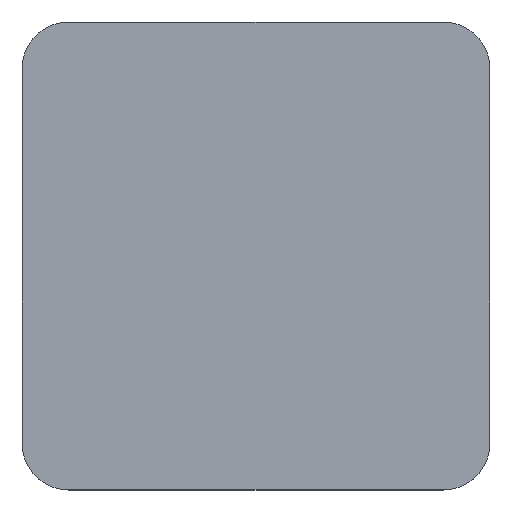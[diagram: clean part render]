
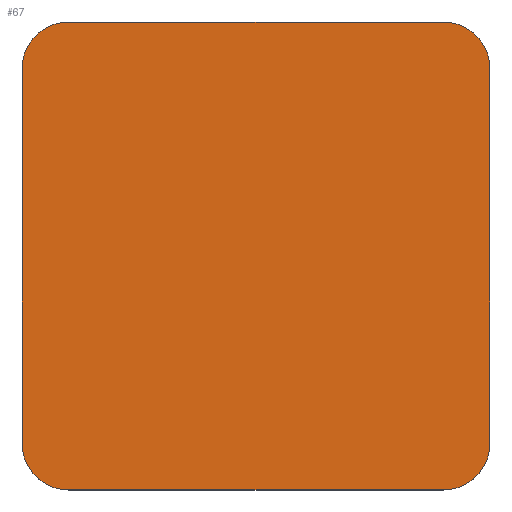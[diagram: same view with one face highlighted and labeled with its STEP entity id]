
A CAD part, top view. The second image highlights one B-rep face of the part: STEP entity #67.
In plain terms, the highlighted planar face has unit normal (0, 0, 1).
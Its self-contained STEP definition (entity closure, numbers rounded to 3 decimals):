
#1 = AXIS2_PLACEMENT_3D ( 'NONE', #149, #32, #27 ) ;
#4 = ORIENTED_EDGE ( 'NONE', *, *, #259, .T. ) ;
#8 = DIRECTION ( 'NONE',  ( -1., 0., 0. ) ) ;
#11 = EDGE_CURVE ( 'NONE', #289, #116, #307, .T. ) ;
#13 = AXIS2_PLACEMENT_3D ( 'NONE', #211, #245, #271 ) ;
#15 = VERTEX_POINT ( 'NONE', #222 ) ;
#17 = CIRCLE ( 'NONE', #63, 1. ) ;
#22 = ORIENTED_EDGE ( 'NONE', *, *, #140, .T. ) ;
#27 = DIRECTION ( 'NONE',  ( -1., 0., 0. ) ) ;
#31 = DIRECTION ( 'NONE',  ( 0., -1., 0. ) ) ;
#32 = DIRECTION ( 'NONE',  ( 0., 0., 1. ) ) ;
#44 = CIRCLE ( 'NONE', #156, 1. ) ;
#57 = LINE ( 'NONE', #258, #82 ) ;
#59 = CARTESIAN_POINT ( 'NONE',  ( -5., -5., 1. ) ) ;
#63 = AXIS2_PLACEMENT_3D ( 'NONE', #137, #83, #8 ) ;
#67 = ADVANCED_FACE ( 'NONE', ( #173 ), #234, .F. ) ;
#73 = CARTESIAN_POINT ( 'NONE',  ( -4., -5., 1. ) ) ;
#74 = DIRECTION ( 'NONE',  ( 0., 1., 0. ) ) ;
#80 = CARTESIAN_POINT ( 'NONE',  ( 5., 4., 1. ) ) ;
#82 = VECTOR ( 'NONE', #74, 1000. ) ;
#83 = DIRECTION ( 'NONE',  ( 0., 0., 1. ) ) ;
#84 = EDGE_CURVE ( 'NONE', #15, #194, #100, .T. ) ;
#86 = VECTOR ( 'NONE', #31, 1000. ) ;
#91 = ORIENTED_EDGE ( 'NONE', *, *, #84, .T. ) ;
#99 = CARTESIAN_POINT ( 'NONE',  ( -4., 4., 1. ) ) ;
#100 = LINE ( 'NONE', #322, #86 ) ;
#107 = EDGE_CURVE ( 'NONE', #252, #160, #57, .T. ) ;
#108 = CARTESIAN_POINT ( 'NONE',  ( 5., 5., 1. ) ) ;
#109 = CARTESIAN_POINT ( 'NONE',  ( 5., -4., 1. ) ) ;
#116 = VERTEX_POINT ( 'NONE', #201 ) ;
#137 = CARTESIAN_POINT ( 'NONE',  ( 4., -4., 1. ) ) ;
#138 = VECTOR ( 'NONE', #284, 1000. ) ;
#139 = ORIENTED_EDGE ( 'NONE', *, *, #11, .T. ) ;
#140 = EDGE_CURVE ( 'NONE', #194, #313, #267, .T. ) ;
#143 = ORIENTED_EDGE ( 'NONE', *, *, #107, .T. ) ;
#149 = CARTESIAN_POINT ( 'NONE',  ( -4., -4., 1. ) ) ;
#156 = AXIS2_PLACEMENT_3D ( 'NONE', #99, #227, #260 ) ;
#160 = VERTEX_POINT ( 'NONE', #80 ) ;
#167 = VECTOR ( 'NONE', #297, 1000. ) ;
#173 = FACE_OUTER_BOUND ( 'NONE', #205, .T. ) ;
#176 = DIRECTION ( 'NONE',  ( 0., 0., -1. ) ) ;
#178 = DIRECTION ( 'NONE',  ( -1., 0., 0. ) ) ;
#184 = CIRCLE ( 'NONE', #13, 1. ) ;
#189 = EDGE_CURVE ( 'NONE', #237, #252, #17, .T. ) ;
#194 = VERTEX_POINT ( 'NONE', #206 ) ;
#201 = CARTESIAN_POINT ( 'NONE',  ( -4., 5., 1. ) ) ;
#205 = EDGE_LOOP ( 'NONE', ( #143, #216, #139, #328, #91, #22, #4, #312 ) ) ;
#206 = CARTESIAN_POINT ( 'NONE',  ( -5., -4., 1. ) ) ;
#211 = CARTESIAN_POINT ( 'NONE',  ( 4., 4., 1. ) ) ;
#216 = ORIENTED_EDGE ( 'NONE', *, *, #291, .T. ) ;
#222 = CARTESIAN_POINT ( 'NONE',  ( -5., 4., 1. ) ) ;
#224 = CARTESIAN_POINT ( 'NONE',  ( -5., 5., 1. ) ) ;
#227 = DIRECTION ( 'NONE',  ( 0., 0., 1. ) ) ;
#234 = PLANE ( 'NONE',  #302 ) ;
#237 = VERTEX_POINT ( 'NONE', #300 ) ;
#245 = DIRECTION ( 'NONE',  ( 0., 0., 1. ) ) ;
#252 = VERTEX_POINT ( 'NONE', #109 ) ;
#258 = CARTESIAN_POINT ( 'NONE',  ( 5., -5., 1. ) ) ;
#259 = EDGE_CURVE ( 'NONE', #313, #237, #333, .T. ) ;
#260 = DIRECTION ( 'NONE',  ( -1., 0., 0. ) ) ;
#267 = CIRCLE ( 'NONE', #1, 1. ) ;
#270 = CARTESIAN_POINT ( 'NONE',  ( 4., 5., 1. ) ) ;
#271 = DIRECTION ( 'NONE',  ( -1., 0., 0. ) ) ;
#284 = DIRECTION ( 'NONE',  ( -1., 0., 0. ) ) ;
#289 = VERTEX_POINT ( 'NONE', #270 ) ;
#291 = EDGE_CURVE ( 'NONE', #160, #289, #184, .T. ) ;
#297 = DIRECTION ( 'NONE',  ( 1., 0., 0. ) ) ;
#300 = CARTESIAN_POINT ( 'NONE',  ( 4., -5., 1. ) ) ;
#302 = AXIS2_PLACEMENT_3D ( 'NONE', #108, #176, #178 ) ;
#307 = LINE ( 'NONE', #224, #138 ) ;
#312 = ORIENTED_EDGE ( 'NONE', *, *, #189, .T. ) ;
#313 = VERTEX_POINT ( 'NONE', #73 ) ;
#322 = CARTESIAN_POINT ( 'NONE',  ( -5., -5., 1. ) ) ;
#328 = ORIENTED_EDGE ( 'NONE', *, *, #334, .T. ) ;
#333 = LINE ( 'NONE', #59, #167 ) ;
#334 = EDGE_CURVE ( 'NONE', #116, #15, #44, .T. ) ;
